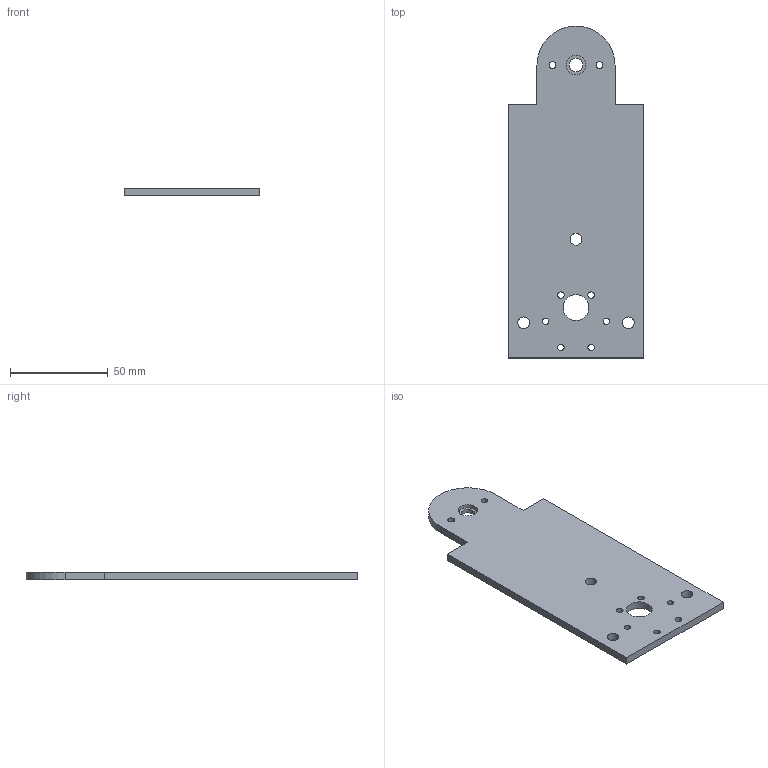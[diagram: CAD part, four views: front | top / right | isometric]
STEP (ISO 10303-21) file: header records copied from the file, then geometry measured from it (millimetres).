
FILE_DESCRIPTION(('FreeCAD Model'),'2;1');
FILE_NAME('thighFront_main.step','2018-08-24T06:25:52',('Author'),(''), 'Open CASCADE STEP processor 7.3','FreeCAD','Unknown');
FILE_SCHEMA(('AUTOMOTIVE_DESIGN { 1 0 10303 214 1 1 1 1 }'));
Length unit declared in the file: millimetre
Products named in the file (1): 1stLinkMotorFront
Bounding box: 69.6 x 170 x 4 mm (x, y, z)
Volume: 40502.3 mm3; surface area: 22975 mm2
Topology: 1 solids, 1 shells, 25 faces, 66 edges, 44 vertices
Faces by surface type: cylinder 15, plane 10
Full cylindrical faces by diameter (mm): 3.3 x6, 3.5 x2, 6 x3, 7 x1, 10 x1, 13.2 x1
Entity records: 1724 total; most frequent: DIRECTION 279, CARTESIAN_POINT 274, LINE 138, VECTOR 138, ORIENTED_EDGE 132, PCURVE 132, DEFINITIONAL_REPRESENTATION 132, EDGE_CURVE 66
